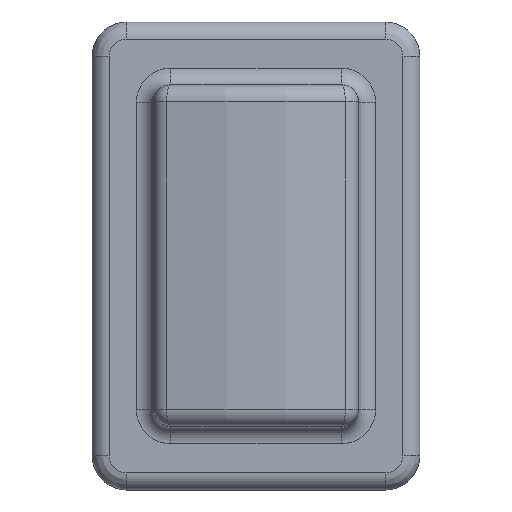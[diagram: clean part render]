
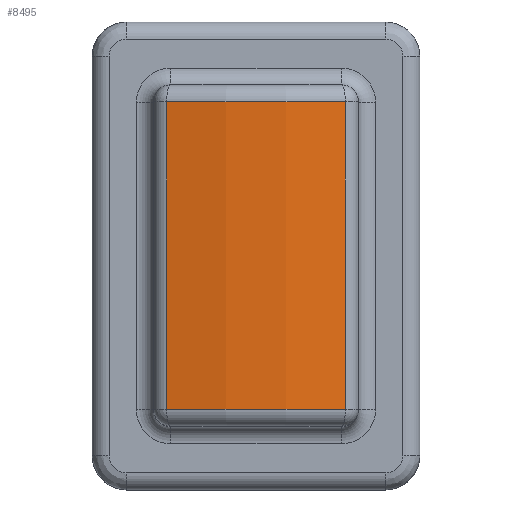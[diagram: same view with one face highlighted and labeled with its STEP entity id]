
A CAD part, top view. The second image highlights one B-rep face of the part: STEP entity #8495.
In plain terms, the highlighted cylindrical face has radius 11.45 mm (diameter 22.9 mm), a partial arc.
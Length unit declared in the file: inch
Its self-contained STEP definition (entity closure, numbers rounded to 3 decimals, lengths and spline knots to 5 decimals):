
#188=CIRCLE('',#9083,0.45079);
#190=CIRCLE('',#9087,0.45079);
#317=CYLINDRICAL_SURFACE('',#9095,0.45079);
#692=FACE_OUTER_BOUND('',#1137,.T.);
#1137=EDGE_LOOP('',(#7238,#7239,#7240,#7241));
#2032=LINE('',#13670,#3068);
#2038=LINE('',#13685,#3074);
#3068=VECTOR('',#10983,0.3937);
#3074=VECTOR('',#11007,0.3937);
#3909=VERTEX_POINT('',#13644);
#3911=VERTEX_POINT('',#13649);
#3915=VERTEX_POINT('',#13658);
#3917=VERTEX_POINT('',#13663);
#5049=EDGE_CURVE('',#3917,#3915,#2032,.T.);
#5051=EDGE_CURVE('',#3911,#3917,#188,.T.);
#5055=EDGE_CURVE('',#3915,#3909,#190,.T.);
#5059=EDGE_CURVE('',#3909,#3911,#2038,.T.);
#7238=ORIENTED_EDGE('',*,*,#5049,.F.);
#7239=ORIENTED_EDGE('',*,*,#5051,.F.);
#7240=ORIENTED_EDGE('',*,*,#5059,.F.);
#7241=ORIENTED_EDGE('',*,*,#5055,.F.);
#8495=ADVANCED_FACE('',(#692),#317,.T.);
#9083=AXIS2_PLACEMENT_3D('',#13673,#10988,#10989);
#9087=AXIS2_PLACEMENT_3D('',#13679,#10998,#10999);
#9095=AXIS2_PLACEMENT_3D('',#13698,#11025,#11026);
#10983=DIRECTION('',(0.,-1.,0.));
#10988=DIRECTION('center_axis',(0.,1.,0.));
#10989=DIRECTION('ref_axis',(0.,0.,
1.));
#10998=DIRECTION('center_axis',(0.,-1.,0.));
#10999=DIRECTION('ref_axis',(0.,0.,
1.));
#11007=DIRECTION('',(0.,1.,0.));
#11025=DIRECTION('center_axis',(0.,1.,0.));
#11026=DIRECTION('ref_axis',(-0.262,0.,0.965));
#13644=CARTESIAN_POINT('',(-0.10292,-0.17717,0.64164));
#13649=CARTESIAN_POINT('',(-0.10292,0.17717,0.64164));
#13658=CARTESIAN_POINT('',(0.10292,-0.17717,0.64164));
#13663=CARTESIAN_POINT('',(0.10292,0.17717,0.64164));
#13670=CARTESIAN_POINT('',(0.10292,0.,0.64164));
#13673=CARTESIAN_POINT('Origin',(0.,0.17717,
0.20276));
#13679=CARTESIAN_POINT('Origin',(0.,-0.17717,
0.20276));
#13685=CARTESIAN_POINT('',(-0.10292,0.,0.64164));
#13698=CARTESIAN_POINT('Origin',(0.,0.,0.20276));
